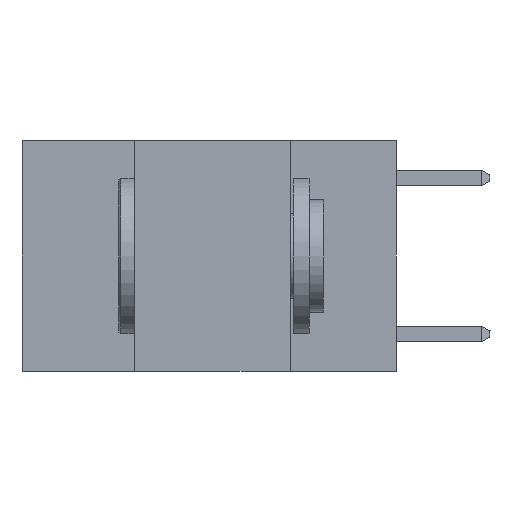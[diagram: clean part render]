
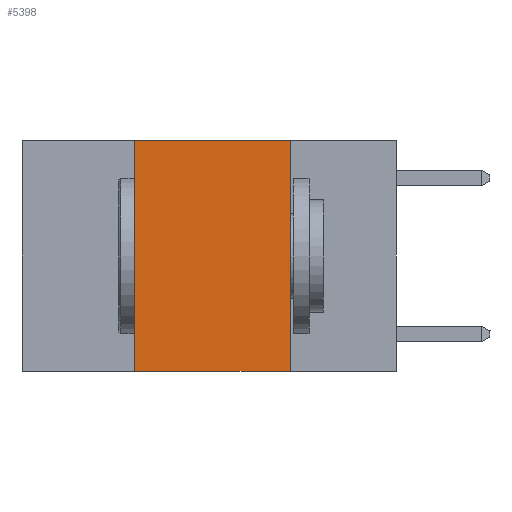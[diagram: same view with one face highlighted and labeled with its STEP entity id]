
A CAD part, left-side view. The second image highlights one B-rep face of the part: STEP entity #5398.
In plain terms, the highlighted planar face has unit normal (-1, 0, 0).
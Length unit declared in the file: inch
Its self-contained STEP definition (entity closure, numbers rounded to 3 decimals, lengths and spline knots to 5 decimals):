
#108 = DIRECTION ( 'NONE',  ( 0., 0., -1. ) ) ;
#341 = EDGE_CURVE ( 'NONE', #3489, #15644, #5750, .T. ) ;
#872 = CARTESIAN_POINT ( 'NONE',  ( 0., 0.17, 0. ) ) ;
#1644 = CARTESIAN_POINT ( 'NONE',  ( 0., 0.6, -0.37 ) ) ;
#1863 = ORIENTED_EDGE ( 'NONE', *, *, #14876, .T. ) ;
#2566 = VERTEX_POINT ( 'NONE', #12258 ) ;
#3489 = VERTEX_POINT ( 'NONE', #22919 ) ;
#3646 = DIRECTION ( 'NONE',  ( 0., -1., 0. ) ) ;
#5398 = ADVANCED_FACE ( 'NONE', ( #7828 ), #19289, .F. ) ;
#5750 = LINE ( 'NONE', #14295, #11133 ) ;
#5851 = LINE ( 'NONE', #10447, #20933 ) ;
#6099 = DIRECTION ( 'NONE',  ( 0., 0., 1. ) ) ;
#6573 = ORIENTED_EDGE ( 'NONE', *, *, #341, .F. ) ;
#7828 = FACE_OUTER_BOUND ( 'NONE', #18984, .T. ) ;
#7952 = DIRECTION ( 'NONE',  ( 0., -1., 0. ) ) ;
#8408 = CARTESIAN_POINT ( 'NONE',  ( 0., 0.17, 0. ) ) ;
#8439 = AXIS2_PLACEMENT_3D ( 'NONE', #23472, #21377, #108 ) ;
#9034 = ORIENTED_EDGE ( 'NONE', *, *, #18733, .F. ) ;
#10447 = CARTESIAN_POINT ( 'NONE',  ( 0., 0.42, 0. ) ) ;
#11133 = VECTOR ( 'NONE', #3646, 39.37008 ) ;
#11984 = VECTOR ( 'NONE', #7952, 39.37008 ) ;
#12258 = CARTESIAN_POINT ( 'NONE',  ( 0., 0.17, -0.37 ) ) ;
#13889 = CARTESIAN_POINT ( 'NONE',  ( 0., 0.42, -0.37 ) ) ;
#14295 = CARTESIAN_POINT ( 'NONE',  ( 0., 0.6, 0. ) ) ;
#14361 = VERTEX_POINT ( 'NONE', #13889 ) ;
#14876 = EDGE_CURVE ( 'NONE', #14361, #2566, #27499, .T. ) ;
#15644 = VERTEX_POINT ( 'NONE', #872 ) ;
#17781 = EDGE_CURVE ( 'NONE', #14361, #3489, #5851, .T. ) ;
#17870 = VECTOR ( 'NONE', #23500, 39.37008 ) ;
#18733 = EDGE_CURVE ( 'NONE', #15644, #2566, #21257, .T. ) ;
#18984 = EDGE_LOOP ( 'NONE', ( #9034, #6573, #24192, #1863 ) ) ;
#19289 = PLANE ( 'NONE',  #8439 ) ;
#20933 = VECTOR ( 'NONE', #6099, 39.37008 ) ;
#21257 = LINE ( 'NONE', #8408, #17870 ) ;
#21377 = DIRECTION ( 'NONE',  ( 1., 0., 0. ) ) ;
#22919 = CARTESIAN_POINT ( 'NONE',  ( 0., 0.42, 0. ) ) ;
#23472 = CARTESIAN_POINT ( 'NONE',  ( 0., 0.6, 0. ) ) ;
#23500 = DIRECTION ( 'NONE',  ( 0., 0., -1. ) ) ;
#24192 = ORIENTED_EDGE ( 'NONE', *, *, #17781, .F. ) ;
#27499 = LINE ( 'NONE', #1644, #11984 ) ;
